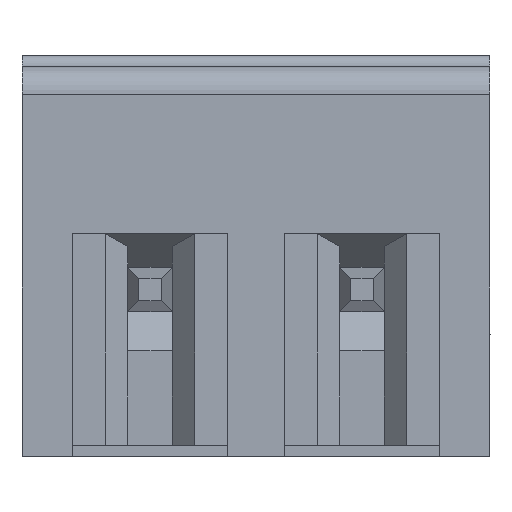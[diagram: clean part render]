
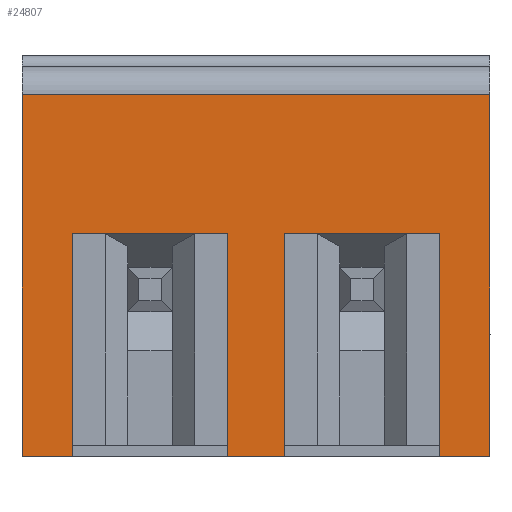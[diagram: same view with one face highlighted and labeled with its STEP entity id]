
A CAD part, front view. The second image highlights one B-rep face of the part: STEP entity #24807.
In plain terms, the highlighted planar face has unit normal (0, -1, 0).
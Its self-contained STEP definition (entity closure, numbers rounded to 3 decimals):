
#60 = LINE ( 'NONE', #5924, #14661 ) ;
#89 = VECTOR ( 'NONE', #14321, 1000. ) ;
#336 = VERTEX_POINT ( 'NONE', #16230 ) ;
#585 = CARTESIAN_POINT ( 'NONE',  ( 0.9, 0., 0. ) ) ;
#1329 = FACE_OUTER_BOUND ( 'NONE', #2881, .T. ) ;
#1722 = VERTEX_POINT ( 'NONE', #11714 ) ;
#1929 = EDGE_CURVE ( 'NONE', #23285, #19695, #14448, .T. ) ;
#2520 = VERTEX_POINT ( 'NONE', #8421 ) ;
#2874 = ORIENTED_EDGE ( 'NONE', *, *, #22343, .T. ) ;
#2881 = EDGE_LOOP ( 'NONE', ( #2874, #19848, #8946, #19942, #20796, #14770, #17832, #23531, #9672, #21434, #12249, #18007 ) ) ;
#3151 = CARTESIAN_POINT ( 'NONE',  ( 8.41, 0., 7. ) ) ;
#3416 = LINE ( 'NONE', #21090, #11384 ) ;
#3543 = DIRECTION ( 'NONE',  ( 0., 0., 1. ) ) ;
#3847 = CARTESIAN_POINT ( 'NONE',  ( 0., 0., 0. ) ) ;
#5230 = EDGE_CURVE ( 'NONE', #7193, #22703, #20487, .T. ) ;
#5259 = DIRECTION ( 'NONE',  ( 0., 0., -1. ) ) ;
#5539 = CARTESIAN_POINT ( 'NONE',  ( 3.7, 0., 0. ) ) ;
#5562 = VECTOR ( 'NONE', #20378, 1000. ) ;
#5805 = LINE ( 'NONE', #8139, #19791 ) ;
#5924 = CARTESIAN_POINT ( 'NONE',  ( 4.71, 0., 0. ) ) ;
#6097 = CARTESIAN_POINT ( 'NONE',  ( 0., 0., 6.5 ) ) ;
#7193 = VERTEX_POINT ( 'NONE', #8417 ) ;
#7241 = LINE ( 'NONE', #24915, #5562 ) ;
#7295 = CARTESIAN_POINT ( 'NONE',  ( 4.71, 0., 0. ) ) ;
#8065 = VECTOR ( 'NONE', #18078, 1000. ) ;
#8139 = CARTESIAN_POINT ( 'NONE',  ( 4.71, 0., 4. ) ) ;
#8417 = CARTESIAN_POINT ( 'NONE',  ( 0.9, 0., 0. ) ) ;
#8421 = CARTESIAN_POINT ( 'NONE',  ( 8.41, 0., 0. ) ) ;
#8514 = LINE ( 'NONE', #24126, #89 ) ;
#8946 = ORIENTED_EDGE ( 'NONE', *, *, #19816, .F. ) ;
#9046 = VERTEX_POINT ( 'NONE', #10304 ) ;
#9404 = VECTOR ( 'NONE', #10783, 1000. ) ;
#9472 = EDGE_CURVE ( 'NONE', #13593, #24063, #5805, .T. ) ;
#9510 = DIRECTION ( 'NONE',  ( -1., 0., 0. ) ) ;
#9594 = VERTEX_POINT ( 'NONE', #21186 ) ;
#9672 = ORIENTED_EDGE ( 'NONE', *, *, #13689, .T. ) ;
#10304 = CARTESIAN_POINT ( 'NONE',  ( 3.7, 0., 0. ) ) ;
#10783 = DIRECTION ( 'NONE',  ( -1., 0., 0. ) ) ;
#10838 = EDGE_CURVE ( 'NONE', #9046, #1722, #15242, .T. ) ;
#11384 = VECTOR ( 'NONE', #3543, 1000. ) ;
#11431 = LINE ( 'NONE', #3847, #21122 ) ;
#11714 = CARTESIAN_POINT ( 'NONE',  ( 3.7, 0., 4. ) ) ;
#12249 = ORIENTED_EDGE ( 'NONE', *, *, #10838, .F. ) ;
#12758 = CARTESIAN_POINT ( 'NONE',  ( 7.51, 0., 4. ) ) ;
#13148 = LINE ( 'NONE', #20988, #23615 ) ;
#13593 = VERTEX_POINT ( 'NONE', #23122 ) ;
#13689 = EDGE_CURVE ( 'NONE', #7193, #336, #20119, .T. ) ;
#13693 = DIRECTION ( 'NONE',  ( 0., 0., 1. ) ) ;
#13855 = EDGE_CURVE ( 'NONE', #2520, #9594, #13148, .T. ) ;
#14097 = VECTOR ( 'NONE', #17088, 1000. ) ;
#14188 = EDGE_CURVE ( 'NONE', #22703, #19695, #3416, .T. ) ;
#14321 = DIRECTION ( 'NONE',  ( 1., 0., 0. ) ) ;
#14448 = LINE ( 'NONE', #24125, #19489 ) ;
#14661 = VECTOR ( 'NONE', #13693, 1000. ) ;
#14668 = CARTESIAN_POINT ( 'NONE',  ( 8.41, 0., 6.5 ) ) ;
#14770 = ORIENTED_EDGE ( 'NONE', *, *, #1929, .T. ) ;
#14881 = CARTESIAN_POINT ( 'NONE',  ( 0., 0., 0. ) ) ;
#15032 = LINE ( 'NONE', #3151, #21180 ) ;
#15242 = LINE ( 'NONE', #5539, #14097 ) ;
#16230 = CARTESIAN_POINT ( 'NONE',  ( 0.9, 0., 4. ) ) ;
#16855 = AXIS2_PLACEMENT_3D ( 'NONE', #19207, #16902, #5259 ) ;
#16902 = DIRECTION ( 'NONE',  ( 0., -1., 0. ) ) ;
#17088 = DIRECTION ( 'NONE',  ( 0., 0., 1. ) ) ;
#17826 = DIRECTION ( 'NONE',  ( 1., 0., 0. ) ) ;
#17832 = ORIENTED_EDGE ( 'NONE', *, *, #14188, .F. ) ;
#18007 = ORIENTED_EDGE ( 'NONE', *, *, #19658, .F. ) ;
#18078 = DIRECTION ( 'NONE',  ( 0., 0., 1. ) ) ;
#18314 = CARTESIAN_POINT ( 'NONE',  ( 0., 0., 0. ) ) ;
#18819 = PLANE ( 'NONE',  #16855 ) ;
#19207 = CARTESIAN_POINT ( 'NONE',  ( 0., 0., 0. ) ) ;
#19489 = VECTOR ( 'NONE', #22301, 1000. ) ;
#19658 = EDGE_CURVE ( 'NONE', #22117, #9046, #11431, .T. ) ;
#19695 = VERTEX_POINT ( 'NONE', #6097 ) ;
#19791 = VECTOR ( 'NONE', #17826, 1000. ) ;
#19816 = EDGE_CURVE ( 'NONE', #9594, #24063, #7241, .T. ) ;
#19848 = ORIENTED_EDGE ( 'NONE', *, *, #9472, .T. ) ;
#19942 = ORIENTED_EDGE ( 'NONE', *, *, #13855, .F. ) ;
#20119 = LINE ( 'NONE', #585, #8065 ) ;
#20378 = DIRECTION ( 'NONE',  ( 0., 0., 1. ) ) ;
#20487 = LINE ( 'NONE', #18314, #9404 ) ;
#20796 = ORIENTED_EDGE ( 'NONE', *, *, #20857, .F. ) ;
#20857 = EDGE_CURVE ( 'NONE', #23285, #2520, #15032, .T. ) ;
#20988 = CARTESIAN_POINT ( 'NONE',  ( 0., 0., 0. ) ) ;
#21090 = CARTESIAN_POINT ( 'NONE',  ( 0., 0., 7. ) ) ;
#21122 = VECTOR ( 'NONE', #9510, 1000. ) ;
#21180 = VECTOR ( 'NONE', #23001, 1000. ) ;
#21186 = CARTESIAN_POINT ( 'NONE',  ( 7.51, 0., 0. ) ) ;
#21434 = ORIENTED_EDGE ( 'NONE', *, *, #24315, .T. ) ;
#22117 = VERTEX_POINT ( 'NONE', #7295 ) ;
#22301 = DIRECTION ( 'NONE',  ( -1., 0., 0. ) ) ;
#22343 = EDGE_CURVE ( 'NONE', #22117, #13593, #60, .T. ) ;
#22703 = VERTEX_POINT ( 'NONE', #14881 ) ;
#23001 = DIRECTION ( 'NONE',  ( 0., 0., -1. ) ) ;
#23122 = CARTESIAN_POINT ( 'NONE',  ( 4.71, 0., 4. ) ) ;
#23285 = VERTEX_POINT ( 'NONE', #14668 ) ;
#23531 = ORIENTED_EDGE ( 'NONE', *, *, #5230, .F. ) ;
#23615 = VECTOR ( 'NONE', #24981, 1000. ) ;
#24063 = VERTEX_POINT ( 'NONE', #12758 ) ;
#24125 = CARTESIAN_POINT ( 'NONE',  ( 0., 0., 6.5 ) ) ;
#24126 = CARTESIAN_POINT ( 'NONE',  ( 0.9, 0., 4. ) ) ;
#24315 = EDGE_CURVE ( 'NONE', #336, #1722, #8514, .T. ) ;
#24807 = ADVANCED_FACE ( 'NONE', ( #1329 ), #18819, .T. ) ;
#24915 = CARTESIAN_POINT ( 'NONE',  ( 7.51, 0., 0. ) ) ;
#24981 = DIRECTION ( 'NONE',  ( -1., 0., 0. ) ) ;
